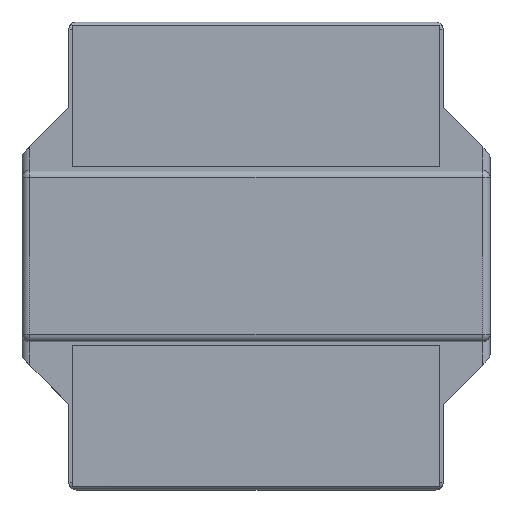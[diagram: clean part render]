
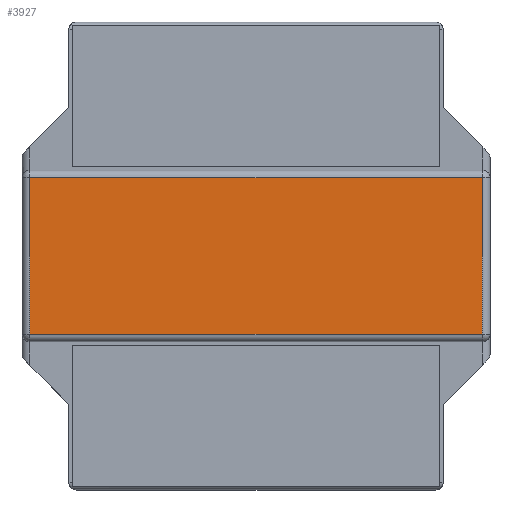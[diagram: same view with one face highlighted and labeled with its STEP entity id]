
A CAD part, front view. The second image highlights one B-rep face of the part: STEP entity #3927.
In plain terms, the highlighted planar face has unit normal (0, -1, 0).
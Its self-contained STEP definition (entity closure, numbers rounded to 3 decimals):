
#37 = CARTESIAN_POINT ( 'NONE',  ( 2.9, 0., 1.1 ) ) ;
#156 = LINE ( 'NONE', #1144, #3282 ) ;
#826 = LINE ( 'NONE', #6491, #3827 ) ;
#922 = CARTESIAN_POINT ( 'NONE',  ( 0., 0., 0. ) ) ;
#987 = ORIENTED_EDGE ( 'NONE', *, *, #6243, .T. ) ;
#1144 = CARTESIAN_POINT ( 'NONE',  ( -2.9, 0., 0. ) ) ;
#1207 = EDGE_CURVE ( 'NONE', #4429, #2387, #2358, .T. ) ;
#1264 = EDGE_LOOP ( 'NONE', ( #3290, #987, #1467, #1902 ) ) ;
#1467 = ORIENTED_EDGE ( 'NONE', *, *, #5601, .T. ) ;
#1522 = VECTOR ( 'NONE', #3688, 1000. ) ;
#1542 = EDGE_CURVE ( 'NONE', #3091, #4429, #156, .T. ) ;
#1884 = PLANE ( 'NONE',  #2692 ) ;
#1902 = ORIENTED_EDGE ( 'NONE', *, *, #1542, .T. ) ;
#2358 = LINE ( 'NONE', #6523, #4016 ) ;
#2387 = VERTEX_POINT ( 'NONE', #5270 ) ;
#2527 = DIRECTION ( 'NONE',  ( 0., 0., 1. ) ) ;
#2684 = VERTEX_POINT ( 'NONE', #6626 ) ;
#2692 = AXIS2_PLACEMENT_3D ( 'NONE', #922, #3976, #2527 ) ;
#3091 = VERTEX_POINT ( 'NONE', #5185 ) ;
#3282 = VECTOR ( 'NONE', #4337, 1000. ) ;
#3290 = ORIENTED_EDGE ( 'NONE', *, *, #1207, .T. ) ;
#3688 = DIRECTION ( 'NONE',  ( 0., 0., 1. ) ) ;
#3827 = VECTOR ( 'NONE', #4011, 1000. ) ;
#3847 = CARTESIAN_POINT ( 'NONE',  ( -2.9, 0., -1. ) ) ;
#3927 = ADVANCED_FACE ( 'NONE', ( #5990 ), #1884, .F. ) ;
#3976 = DIRECTION ( 'NONE',  ( 0., 1., 0. ) ) ;
#4011 = DIRECTION ( 'NONE',  ( -1., 0., 0. ) ) ;
#4016 = VECTOR ( 'NONE', #6459, 1000. ) ;
#4311 = LINE ( 'NONE', #37, #1522 ) ;
#4337 = DIRECTION ( 'NONE',  ( 0., 0., -1. ) ) ;
#4429 = VERTEX_POINT ( 'NONE', #3847 ) ;
#5185 = CARTESIAN_POINT ( 'NONE',  ( -2.9, 0., 1. ) ) ;
#5270 = CARTESIAN_POINT ( 'NONE',  ( 2.9, 0., -1. ) ) ;
#5601 = EDGE_CURVE ( 'NONE', #2684, #3091, #826, .T. ) ;
#5990 = FACE_OUTER_BOUND ( 'NONE', #1264, .T. ) ;
#6243 = EDGE_CURVE ( 'NONE', #2387, #2684, #4311, .T. ) ;
#6459 = DIRECTION ( 'NONE',  ( 1., 0., 0. ) ) ;
#6491 = CARTESIAN_POINT ( 'NONE',  ( -3., 0., 1. ) ) ;
#6523 = CARTESIAN_POINT ( 'NONE',  ( 3., 0., -1. ) ) ;
#6626 = CARTESIAN_POINT ( 'NONE',  ( 2.9, 0., 1. ) ) ;
